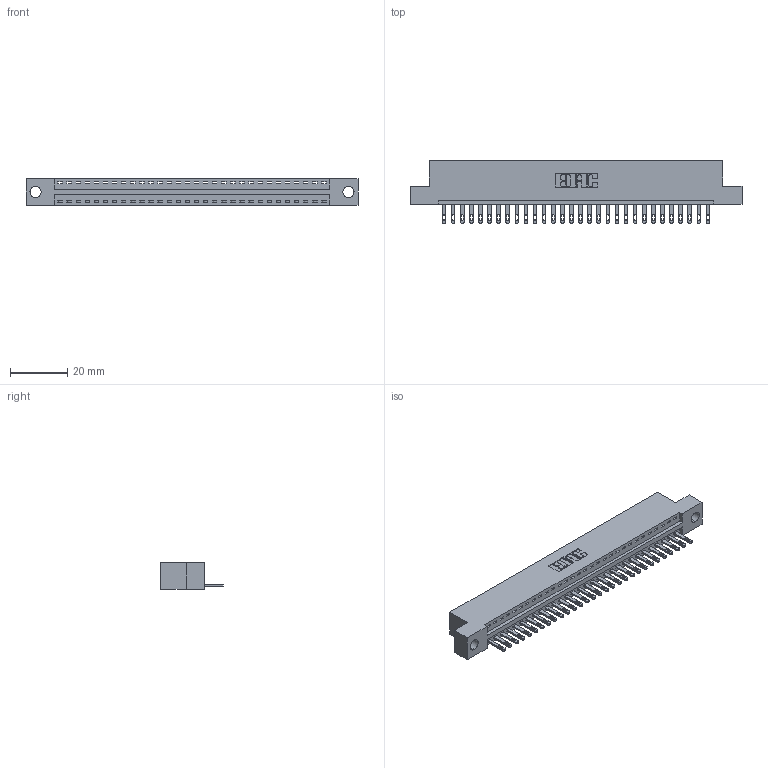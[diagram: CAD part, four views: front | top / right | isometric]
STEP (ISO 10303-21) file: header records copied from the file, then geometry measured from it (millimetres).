
FILE_DESCRIPTION (( 'STEP AP203' ), '1' );
FILE_NAME ('346-030-500-104.STEP', '2022-05-06T15:09:17', ( '' ), ( '' ), 'SwSTEP 2.0', 'SolidWorks 2020', '' );
FILE_SCHEMA (( 'CONFIG_CONTROL_DESIGN' ));
Length unit declared in the file: inch
Products named in the file (3): 346-030-500-104; 345-292-001_345-293-100; 346 Part_Flush Mounting Lugs - 0.156 Dia-TH
Assembly tree (31 placements, depth 2):
  346-030-500-104
    346 Part_Flush Mounting Lugs - 0.156 Dia-TH
    345-292-001_345-293-100  x30
Bounding box: 115.82 x 21.84 x 9.4 mm (x, y, z)
Volume: 10916.9 mm3; surface area: 13422.3 mm2
Topology: 31 solids, 31 shells, 1756 faces, 5405 edges, 3602 vertices
Faces by surface type: plane 1110, cylinder 646
Entity records: 20583 total; most frequent: CARTESIAN_POINT 3540, ORIENTED_EDGE 3502, DIRECTION 3139, EDGE_CURVE 1751, VECTOR 1495, LINE 1495, VERTEX_POINT 1166, AXIS2_PLACEMENT_3D 822
